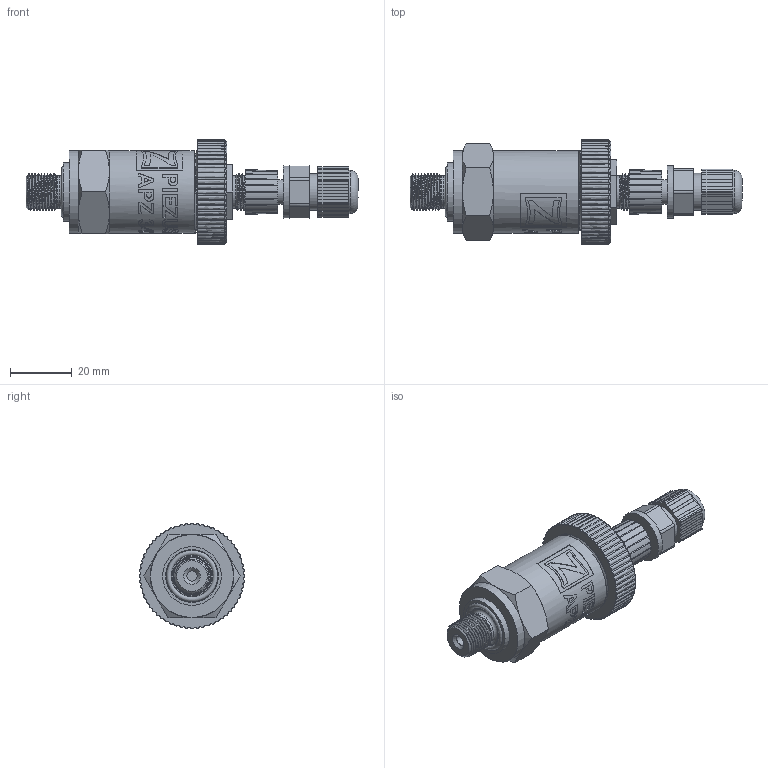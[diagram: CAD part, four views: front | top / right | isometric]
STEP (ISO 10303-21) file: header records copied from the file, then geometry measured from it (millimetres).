
FILE_DESCRIPTION(/* description */ (''),/* implementation_level */ '2;1');
FILE_NAME(/* name */ 'APZ3420_M12x1DIN_M12x1-straight.step',/* time_stamp */ '2021-06-18T15:35:49+03:00',/* author */ (''),/* organization */ (''),/* preprocessor_version */ 'ST-DEVELOPER v18.1',/* originating_system */ 'Autodesk Translation Framework v10.9.0.1377',/* authorisation */ '');
FILE_SCHEMA (('AUTOMOTIVE_DESIGN { 1 0 10303 214 3 1 1 }'));
Products named in the file (6): APZ3420_; M12x1 DIN; OMAL nut M27x1.5; M12x1 male; Ш100.000.002; M12x1 female straight
Assembly tree (5 placements, depth 2):
  APZ3420_
    M12x1 DIN
    OMAL nut M27x1.5
    M12x1 male
    Ш100.000.002
    M12x1 female straight
Bounding box: 107.55 x 34 x 34 mm (x, y, z)
Volume: 41645.7 mm3; surface area: 18373.4 mm2
Topology: 17 solids, 17 shells, 940 faces, 2612 edges, 1748 vertices
Faces by surface type: bspline 463, plane 263, cylinder 154, cone 49, torus 11
Full cylindrical faces by diameter (mm): 1 x12, 1.5 x4, 3.3 x1, 7.3 x1, 8 x3, 8.2 x1, 10.293 x1, 10.5 x1, 10.6 x2, 10.741 x15, 11.884 x13, 12 x1, 13.5 x1, 14 x2, 14.137 x4, 14.526 x3, 15.85 x3, 16.203 x3, 16.7 x1, 17 x1, 19 x1, 21.4 x2, 22.3 x1, 22.4 x1, 24.5 x1, 25.132 x4, 25.526 x4, 26.85 x5, 27.208 x5
Entity records: 53470 total; most frequent: CARTESIAN_POINT 32932, ORIENTED_EDGE 5224, EDGE_CURVE 2612, DIRECTION 2585, VERTEX_POINT 1748, B_SPLINE_CURVE_WITH_KNOTS 1237, EDGE_LOOP 1000, LINE 973
